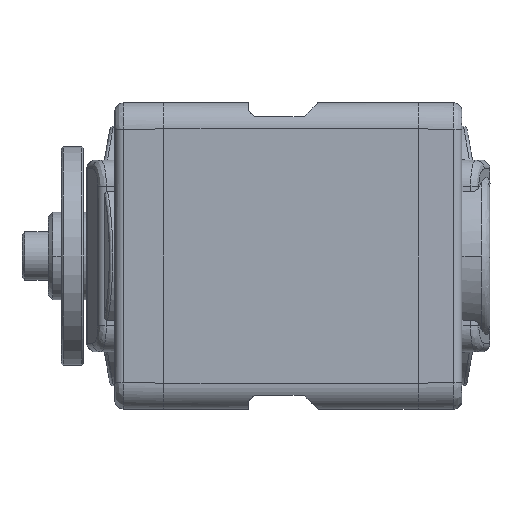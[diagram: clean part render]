
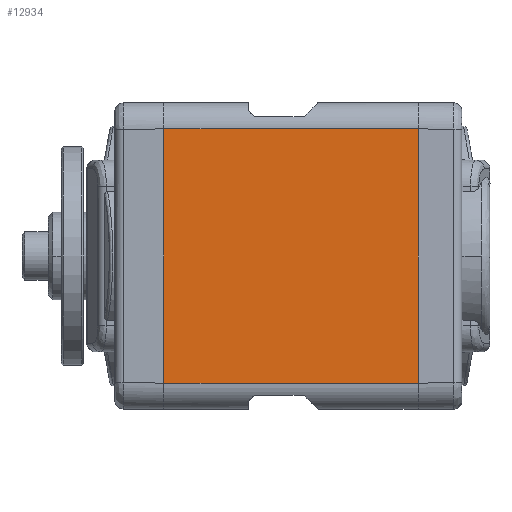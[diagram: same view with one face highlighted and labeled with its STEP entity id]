
A CAD part, left-side view. The second image highlights one B-rep face of the part: STEP entity #12934.
In plain terms, the highlighted planar face has unit normal (-1, 0, 0).
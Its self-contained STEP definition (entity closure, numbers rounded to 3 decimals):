
#29 = VERTEX_POINT ( 'NONE', #651 ) ;
#651 = CARTESIAN_POINT ( 'NONE',  ( -13., 0., 14.5 ) ) ;
#1646 = LINE ( 'NONE', #16703, #16085 ) ;
#2042 = ORIENTED_EDGE ( 'NONE', *, *, #8499, .T. ) ;
#2254 = FACE_OUTER_BOUND ( 'NONE', #16470, .T. ) ;
#2875 = CARTESIAN_POINT ( 'NONE',  ( -13., 0., -14.5 ) ) ;
#2899 = VECTOR ( 'NONE', #17966, 1000. ) ;
#3170 = VERTEX_POINT ( 'NONE', #11789 ) ;
#3889 = CARTESIAN_POINT ( 'NONE',  ( -13., -29., -14.5 ) ) ;
#4802 = PLANE ( 'NONE',  #7587 ) ;
#4878 = VECTOR ( 'NONE', #17209, 1000. ) ;
#5911 = VERTEX_POINT ( 'NONE', #3889 ) ;
#6025 = LINE ( 'NONE', #16683, #13217 ) ;
#7517 = EDGE_CURVE ( 'NONE', #5911, #3170, #6025, .T. ) ;
#7587 = AXIS2_PLACEMENT_3D ( 'NONE', #16452, #7791, #17930 ) ;
#7791 = DIRECTION ( 'NONE',  ( -1., 0., 0. ) ) ;
#8333 = ORIENTED_EDGE ( 'NONE', *, *, #13488, .T. ) ;
#8499 = EDGE_CURVE ( 'NONE', #11781, #5911, #1646, .T. ) ;
#9394 = DIRECTION ( 'NONE',  ( 0., 0., 1. ) ) ;
#9754 = EDGE_CURVE ( 'NONE', #11781, #29, #12083, .T. ) ;
#10823 = ORIENTED_EDGE ( 'NONE', *, *, #7517, .T. ) ;
#11781 = VERTEX_POINT ( 'NONE', #2875 ) ;
#11789 = CARTESIAN_POINT ( 'NONE',  ( -13., -29., 14.5 ) ) ;
#12083 = LINE ( 'NONE', #12919, #4878 ) ;
#12919 = CARTESIAN_POINT ( 'NONE',  ( -13., 0., 0. ) ) ;
#12934 = ADVANCED_FACE ( 'NONE', ( #2254 ), #4802, .T. ) ;
#13217 = VECTOR ( 'NONE', #9394, 1000. ) ;
#13488 = EDGE_CURVE ( 'NONE', #3170, #29, #17839, .T. ) ;
#13770 = DIRECTION ( 'NONE',  ( 0., -1., 0. ) ) ;
#16085 = VECTOR ( 'NONE', #13770, 1000. ) ;
#16237 = ORIENTED_EDGE ( 'NONE', *, *, #9754, .F. ) ;
#16452 = CARTESIAN_POINT ( 'NONE',  ( -13., -29.58, -15.08 ) ) ;
#16470 = EDGE_LOOP ( 'NONE', ( #2042, #10823, #8333, #16237 ) ) ;
#16683 = CARTESIAN_POINT ( 'NONE',  ( -13., -29., 0. ) ) ;
#16703 = CARTESIAN_POINT ( 'NONE',  ( -13., -14.5, -14.5 ) ) ;
#17209 = DIRECTION ( 'NONE',  ( 0., 0., 1. ) ) ;
#17839 = LINE ( 'NONE', #18019, #2899 ) ;
#17930 = DIRECTION ( 'NONE',  ( 0., 0., 1. ) ) ;
#17966 = DIRECTION ( 'NONE',  ( 0., 1., 0. ) ) ;
#18019 = CARTESIAN_POINT ( 'NONE',  ( -13., -14.5, 14.5 ) ) ;
